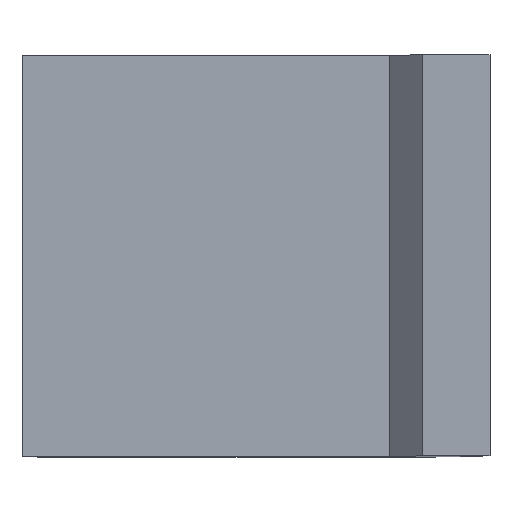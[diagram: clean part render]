
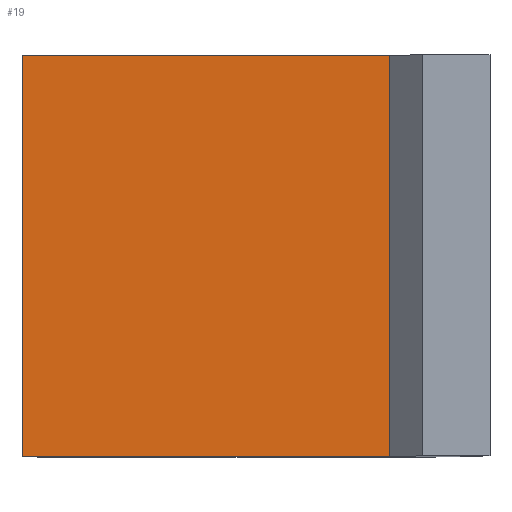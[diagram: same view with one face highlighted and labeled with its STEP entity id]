
A CAD part, top view. The second image highlights one B-rep face of the part: STEP entity #19.
In plain terms, the highlighted planar face has unit normal (0, 0, 1).
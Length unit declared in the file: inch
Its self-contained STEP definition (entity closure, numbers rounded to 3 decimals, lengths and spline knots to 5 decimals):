
#19=ADVANCED_FACE('',(#28),#144,.T.);
#28=FACE_OUTER_BOUND('',#37,.T.);
#37=EDGE_LOOP('',(#67,#68,#69,#70));
#67=ORIENTED_EDGE('',*,*,#96,.T.);
#68=ORIENTED_EDGE('',*,*,#100,.F.);
#69=ORIENTED_EDGE('',*,*,#84,.F.);
#70=ORIENTED_EDGE('',*,*,#99,.F.);
#84=EDGE_CURVE('',#127,#128,#105,.T.);
#96=EDGE_CURVE('',#137,#138,#117,.T.);
#99=EDGE_CURVE('',#137,#127,#120,.T.);
#100=EDGE_CURVE('',#128,#138,#121,.T.);
#105=B_SPLINE_CURVE_WITH_KNOTS('',1,(#288,#289),.UNSPECIFIED.,.F.,.F.,(2,
2),(0.75,1.125),.UNSPECIFIED.);
#117=B_SPLINE_CURVE_WITH_KNOTS('',1,(#312,#313),.UNSPECIFIED.,.F.,.F.,(2,
2),(-0.25,-0.1875),.UNSPECIFIED.);
#120=B_SPLINE_CURVE_WITH_KNOTS('',1,(#318,#319),.UNSPECIFIED.,.F.,.F.,(2,
2),(0.,0.34353),.UNSPECIFIED.);
#121=B_SPLINE_CURVE_WITH_KNOTS('',1,(#320,#321),.UNSPECIFIED.,.F.,.F.,(2,
2),(0.,0.34353),.UNSPECIFIED.);
#127=VERTEX_POINT('',#274);
#128=VERTEX_POINT('',#275);
#137=VERTEX_POINT('',#284);
#138=VERTEX_POINT('',#285);
#144=PLANE('',#244);
#244=AXIS2_PLACEMENT_3D('',#268,#256,$);
#256=DIRECTION('',(0.,0.,1.));
#268=CARTESIAN_POINT('',(1.59664,0.4125,0.375));
#274=CARTESIAN_POINT('',(1.25,0.,0.375));
#275=CARTESIAN_POINT('',(1.25,0.375,0.375));
#284=CARTESIAN_POINT('',(1.59353,0.,0.375));
#285=CARTESIAN_POINT('',(1.59353,0.375,0.375));
#288=CARTESIAN_POINT('',(1.25,0.,0.375));
#289=CARTESIAN_POINT('',(1.25,0.375,0.375));
#312=CARTESIAN_POINT('',(1.59353,0.,0.375));
#313=CARTESIAN_POINT('',(1.59353,0.375,0.375));
#318=CARTESIAN_POINT('',(1.59353,0.,0.375));
#319=CARTESIAN_POINT('',(1.25,0.,0.375));
#320=CARTESIAN_POINT('',(1.25,0.375,0.375));
#321=CARTESIAN_POINT('',(1.59353,0.375,0.375));
